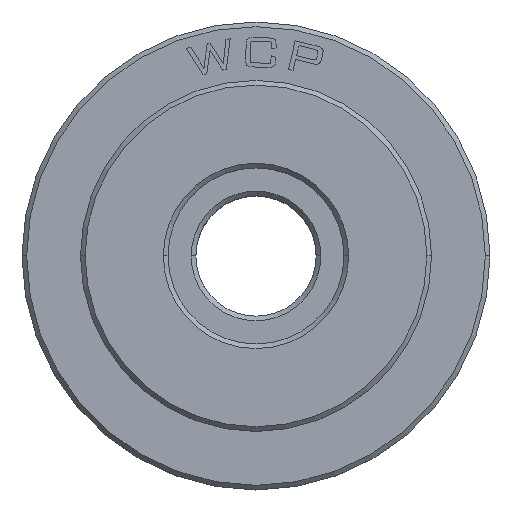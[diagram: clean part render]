
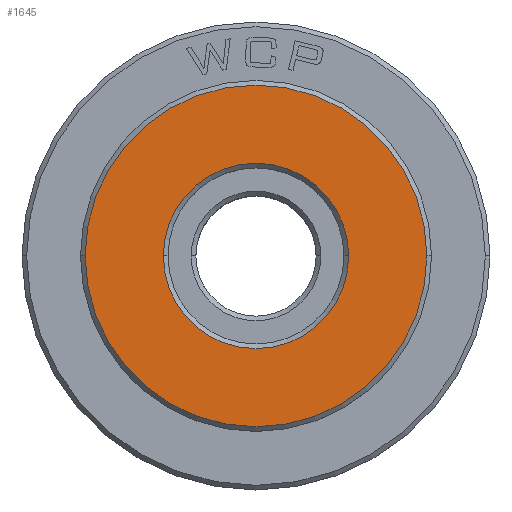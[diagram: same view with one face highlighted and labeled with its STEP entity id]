
A CAD part, top view. The second image highlights one B-rep face of the part: STEP entity #1645.
In plain terms, the highlighted planar face has unit normal (0, 0, 1).
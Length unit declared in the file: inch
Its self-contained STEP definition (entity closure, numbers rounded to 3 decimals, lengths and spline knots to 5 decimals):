
#15 = ORIENTED_EDGE ( 'NONE', *, *, #3082, .T. ) ;
#17 = CARTESIAN_POINT ( 'NONE',  ( 0., 0., 0.3125 ) ) ;
#120 = CIRCLE ( 'NONE', #1887, 0.198 ) ;
#131 = CARTESIAN_POINT ( 'NONE',  ( -0.365, 0., 0.3125 ) ) ;
#182 = AXIS2_PLACEMENT_3D ( 'NONE', #17, #2234, #1207 ) ;
#214 = FACE_BOUND ( 'NONE', #634, .T. ) ;
#287 = CARTESIAN_POINT ( 'NONE',  ( 0.198, 0., 0.3125 ) ) ;
#327 = VERTEX_POINT ( 'NONE', #131 ) ;
#365 = EDGE_CURVE ( 'NONE', #931, #1936, #120, .T. ) ;
#398 = DIRECTION ( 'NONE',  ( 0., 0., -1. ) ) ;
#617 = DIRECTION ( 'NONE',  ( 0., 0., -1. ) ) ;
#634 = EDGE_LOOP ( 'NONE', ( #2659, #15 ) ) ;
#662 = EDGE_CURVE ( 'NONE', #2754, #327, #785, .T. ) ;
#785 = CIRCLE ( 'NONE', #3015, 0.365 ) ;
#867 = ORIENTED_EDGE ( 'NONE', *, *, #1525, .T. ) ;
#909 = AXIS2_PLACEMENT_3D ( 'NONE', #2282, #1317, #2311 ) ;
#931 = VERTEX_POINT ( 'NONE', #287 ) ;
#1027 = DIRECTION ( 'NONE',  ( 1., 0., 0. ) ) ;
#1157 = DIRECTION ( 'NONE',  ( 1., 0., 0. ) ) ;
#1207 = DIRECTION ( 'NONE',  ( 1., 0., 0. ) ) ;
#1240 = PLANE ( 'NONE',  #182 ) ;
#1269 = CARTESIAN_POINT ( 'NONE',  ( 0., 0., 0.3125 ) ) ;
#1317 = DIRECTION ( 'NONE',  ( 0., 0., 1. ) ) ;
#1490 = CARTESIAN_POINT ( 'NONE',  ( 0.365, 0., 0.3125 ) ) ;
#1525 = EDGE_CURVE ( 'NONE', #327, #2754, #2053, .T. ) ;
#1645 = ADVANCED_FACE ( 'NONE', ( #1970, #214 ), #1240, .T. ) ;
#1847 = ORIENTED_EDGE ( 'NONE', *, *, #662, .T. ) ;
#1887 = AXIS2_PLACEMENT_3D ( 'NONE', #2084, #617, #3070 ) ;
#1936 = VERTEX_POINT ( 'NONE', #2192 ) ;
#1970 = FACE_OUTER_BOUND ( 'NONE', #3116, .T. ) ;
#2053 = CIRCLE ( 'NONE', #909, 0.365 ) ;
#2084 = CARTESIAN_POINT ( 'NONE',  ( 0., 0., 0.3125 ) ) ;
#2141 = CIRCLE ( 'NONE', #2346, 0.198 ) ;
#2192 = CARTESIAN_POINT ( 'NONE',  ( -0.198, 0., 0.3125 ) ) ;
#2234 = DIRECTION ( 'NONE',  ( 0., 0., 1. ) ) ;
#2262 = DIRECTION ( 'NONE',  ( 0., 0., 1. ) ) ;
#2282 = CARTESIAN_POINT ( 'NONE',  ( 0., 0., 0.3125 ) ) ;
#2311 = DIRECTION ( 'NONE',  ( 1., 0., 0. ) ) ;
#2346 = AXIS2_PLACEMENT_3D ( 'NONE', #2390, #398, #1157 ) ;
#2390 = CARTESIAN_POINT ( 'NONE',  ( 0., 0., 0.3125 ) ) ;
#2659 = ORIENTED_EDGE ( 'NONE', *, *, #365, .T. ) ;
#2754 = VERTEX_POINT ( 'NONE', #1490 ) ;
#3015 = AXIS2_PLACEMENT_3D ( 'NONE', #1269, #2262, #1027 ) ;
#3070 = DIRECTION ( 'NONE',  ( 1., 0., 0. ) ) ;
#3082 = EDGE_CURVE ( 'NONE', #1936, #931, #2141, .T. ) ;
#3116 = EDGE_LOOP ( 'NONE', ( #867, #1847 ) ) ;
